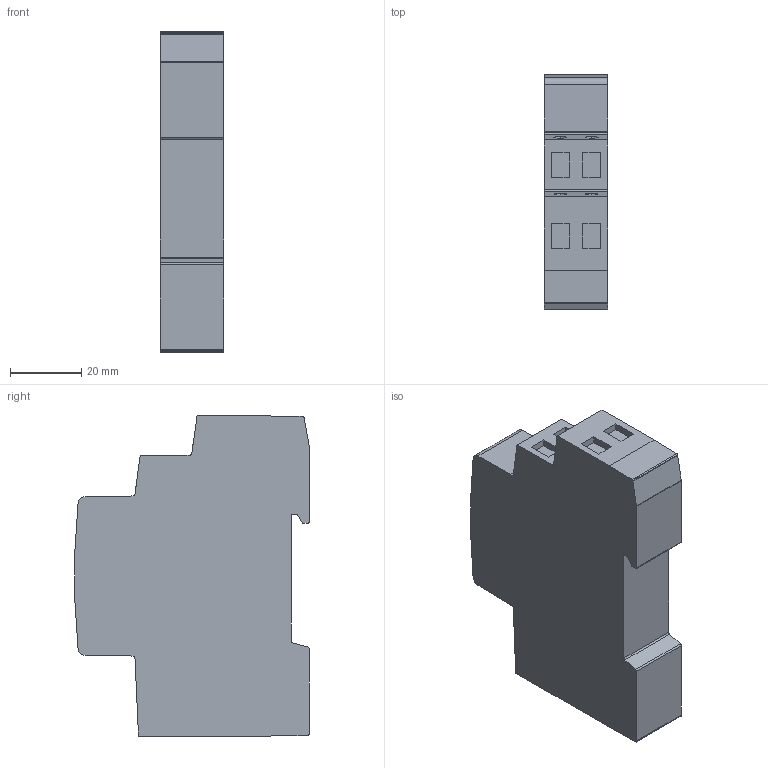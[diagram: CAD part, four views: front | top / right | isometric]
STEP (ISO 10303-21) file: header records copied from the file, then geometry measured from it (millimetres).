
FILE_DESCRIPTION(('CATIA V5 STEP Exchange','CAx-IF Rec.Pracs.--- Model Styling and Organization---1.4--- 2014-01-23'),'2;1');
FILE_NAME('GWD6772 INT.ORARIO AN.GIORN.CON RISERVA 1M.stp','2020-06-23T14:21:06+00:00',('none'),('none'),'CATIA Version 5-6 Release 2016 SP6','CATIA V5 STEP AP214','none');
FILE_SCHEMA(('AUTOMOTIVE_DESIGN { 1 0 10303 214 1 1 1 1 }'));
Length unit declared in the file: millimetre
Products named in the file (1): Part1
Bounding box: 17.8 x 65.89 x 90 mm (x, y, z)
Volume: 84421.4 mm3; surface area: 15373.4 mm2
Topology: 1 solids, 1 shells, 73 faces, 189 edges, 126 vertices
Faces by surface type: plane 50, cylinder 23
Entity records: 2274 total; most frequent: CARTESIAN_POINT 553, ORIENTED_EDGE 378, DIRECTION 287, EDGE_CURVE 189, VECTOR 143, LINE 143, VERTEX_POINT 126, AXIS2_PLACEMENT_3D 92
